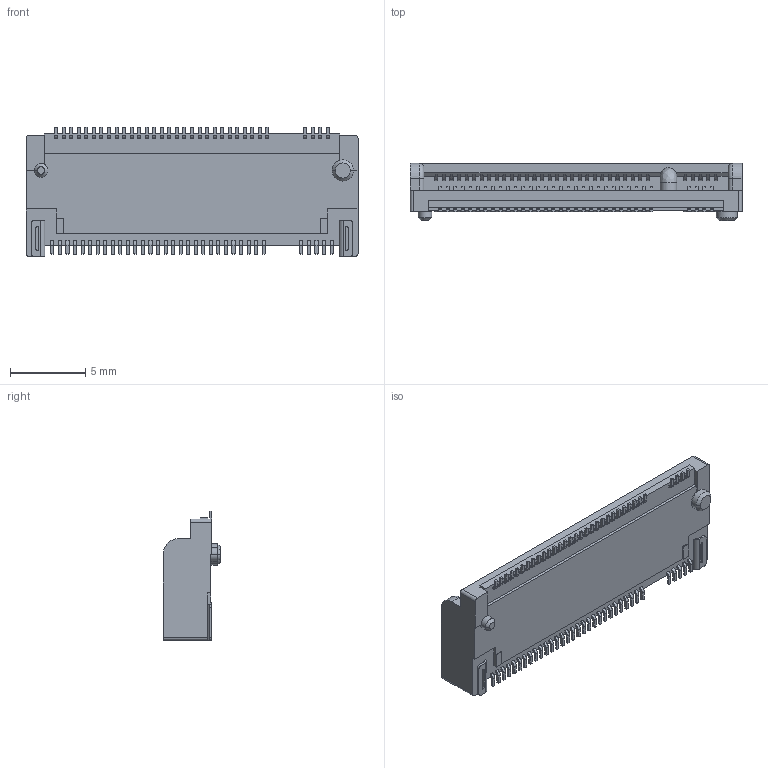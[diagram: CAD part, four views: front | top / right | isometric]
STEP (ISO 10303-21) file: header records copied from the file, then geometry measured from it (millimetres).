
FILE_DESCRIPTION((''),'2;1');
FILE_NAME('MDT320M0X001_C3D','2016-06-02T',('teng.cao'),(''),'PRO/ENGINEER BY PARAMETRIC TECHNOLOGY CORPORATION, 2012230','PRO/ENGINEER BY PARAMETRIC TECHNOLOGY CORPORATION, 2012230','');
FILE_SCHEMA(('CONFIG_CONTROL_DESIGN'));
Length unit declared in the file: millimetre
Products named in the file (1): MDT320M0X001_C3D
Bounding box: 22 x 3.8 x 8.55 mm (x, y, z)
Volume: 382.8 mm3; surface area: 679.1 mm2
Topology: 1 solids, 1 shells, 1740 faces, 4977 edges, 3320 vertices
Faces by surface type: plane 1236, cylinder 497, cone 4, torus 2, bspline 1
Entity records: 56966 total; most frequent: CARTESIAN_POINT 10569, ORIENTED_EDGE 9954, DIRECTION 9212, EDGE_CURVE 4977, VECTOR 3816, LINE 3816, VERTEX_POINT 3320, AXIS2_PLACEMENT_3D 2698
